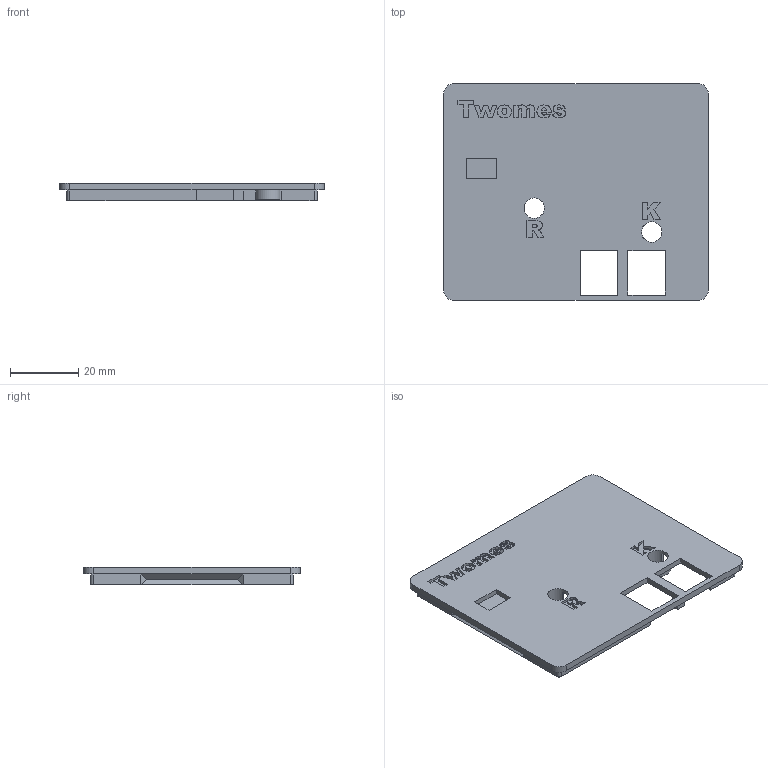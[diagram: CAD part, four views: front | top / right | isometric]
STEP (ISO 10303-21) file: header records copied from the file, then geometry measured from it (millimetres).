
FILE_DESCRIPTION(/* description */ (''),/* implementation_level */ '2;1');
FILE_NAME(/* name */ 'twomes-room-monitor-enclosure-lid.step',/* time_stamp */ '2022-01-06T17:47:22+01:00',/* author */ (''),/* organization */ (''),/* preprocessor_version */ 'ST-DEVELOPER v18.1',/* originating_system */ 'Autodesk Translation Framework v10.10.0.1391',/* authorisation */ '');
FILE_SCHEMA (('AUTOMOTIVE_DESIGN { 1 0 10303 214 3 1 1 }'));
Length unit declared in the file: millimetre
Products named in the file (3): Untitled; Enclosure; Top
Assembly tree (2 placements, depth 3):
  Untitled
    Enclosure
      Top
Bounding box: 77.7 x 63.7 x 5.2 mm (x, y, z)
Volume: 8906.4 mm3; surface area: 12188.1 mm2
Topology: 1 solids, 1 shells, 253 faces, 704 edges, 464 vertices
Faces by surface type: plane 139, bspline 96, cylinder 18
Full cylindrical faces by diameter (mm): 6 x2
Entity records: 9019 total; most frequent: CARTESIAN_POINT 3059, ORIENTED_EDGE 1408, DIRECTION 882, EDGE_CURVE 704, LINE 468, VECTOR 468, VERTEX_POINT 464, EDGE_LOOP 272
